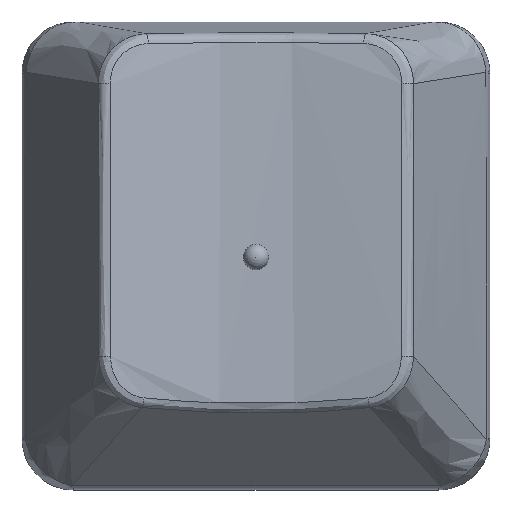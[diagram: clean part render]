
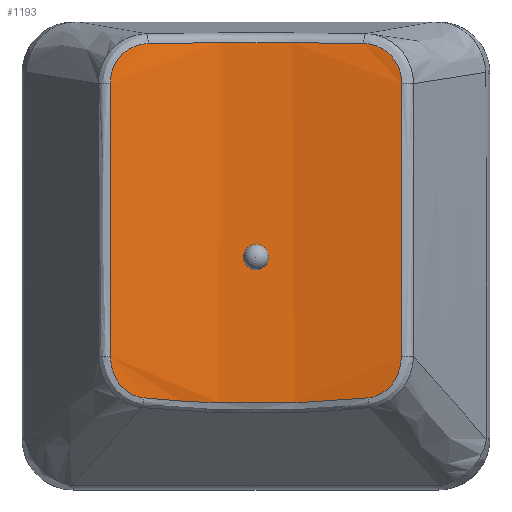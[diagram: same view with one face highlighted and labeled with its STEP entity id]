
A CAD part, top view. The second image highlights one B-rep face of the part: STEP entity #1193.
In plain terms, the highlighted free-form (B-spline) face has degree [1, 2] with [2, 3] control points.
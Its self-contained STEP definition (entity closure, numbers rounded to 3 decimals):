
#19=(
BOUNDED_SURFACE()
B_SPLINE_SURFACE(1,2,((#2395,#2396,#2397),(#2398,#2399,#2400)),
 .UNSPECIFIED.,.F.,.F.,.F.)
B_SPLINE_SURFACE_WITH_KNOTS((2,2),(3,3),(-0.528,0.124),
(-1.836,-1.306),.UNSPECIFIED.)
GEOMETRIC_REPRESENTATION_ITEM()
RATIONAL_B_SPLINE_SURFACE(((1.,0.965,1.),(1.,0.965,
1.)))
REPRESENTATION_ITEM('')
SURFACE()
);
#208=FACE_OUTER_BOUND('',#283,.T.);
#283=EDGE_LOOP('',(#890,#891,#892,#893,#894,#895,#896,#897));
#362=B_SPLINE_CURVE_WITH_KNOTS('',3,(#2158,#2159,#2160,#2161),
 .UNSPECIFIED.,.F.,.F.,(4,4),(-1.061,0.),.UNSPECIFIED.);
#363=B_SPLINE_CURVE_WITH_KNOTS('',3,(#2190,#2191,#2192,#2193,#2194),
 .UNSPECIFIED.,.F.,.F.,(4,1,4),(0.,0.104,0.244),
 .UNSPECIFIED.);
#364=B_SPLINE_CURVE_WITH_KNOTS('',3,(#2217,#2218,#2219,#2220),
 .UNSPECIFIED.,.F.,.F.,(4,4),(0.,0.856),.UNSPECIFIED.);
#365=B_SPLINE_CURVE_WITH_KNOTS('',3,(#2248,#2249,#2250,#2251,#2252),
 .UNSPECIFIED.,.F.,.F.,(4,1,4),(0.,0.104,0.244),
 .UNSPECIFIED.);
#366=B_SPLINE_CURVE_WITH_KNOTS('',3,(#2276,#2277,#2278,#2279),
 .UNSPECIFIED.,.F.,.F.,(4,4),(-1.061,0.),.UNSPECIFIED.);
#369=B_SPLINE_CURVE_WITH_KNOTS('',3,(#2323,#2324,#2325,#2326,#2327,#2328),
 .UNSPECIFIED.,.F.,.F.,(4,1,1,4),(0.,0.066,0.132,
0.23),.UNSPECIFIED.);
#371=B_SPLINE_CURVE_WITH_KNOTS('',3,(#2356,#2357,#2358,#2359),
 .UNSPECIFIED.,.F.,.F.,(4,4),(0.,0.892),.UNSPECIFIED.);
#373=B_SPLINE_CURVE_WITH_KNOTS('',3,(#2390,#2391,#2392,#2393,#2394),
 .UNSPECIFIED.,.F.,.F.,(4,1,4),(0.,0.132,
0.23),.UNSPECIFIED.);
#495=VERTEX_POINT('',#2155);
#496=VERTEX_POINT('',#2157);
#497=VERTEX_POINT('',#2188);
#498=VERTEX_POINT('',#2215);
#499=VERTEX_POINT('',#2246);
#501=VERTEX_POINT('',#2274);
#503=VERTEX_POINT('',#2321);
#505=VERTEX_POINT('',#2354);
#637=EDGE_CURVE('',#495,#496,#362,.T.);
#640=EDGE_CURVE('',#497,#495,#363,.T.);
#642=EDGE_CURVE('',#498,#497,#364,.T.);
#644=EDGE_CURVE('',#499,#498,#365,.T.);
#646=EDGE_CURVE('',#501,#499,#366,.T.);
#650=EDGE_CURVE('',#503,#501,#369,.T.);
#653=EDGE_CURVE('',#505,#503,#371,.T.);
#655=EDGE_CURVE('',#496,#505,#373,.T.);
#890=ORIENTED_EDGE('',*,*,#637,.F.);
#891=ORIENTED_EDGE('',*,*,#640,.F.);
#892=ORIENTED_EDGE('',*,*,#642,.F.);
#893=ORIENTED_EDGE('',*,*,#644,.F.);
#894=ORIENTED_EDGE('',*,*,#646,.F.);
#895=ORIENTED_EDGE('',*,*,#650,.F.);
#896=ORIENTED_EDGE('',*,*,#653,.F.);
#897=ORIENTED_EDGE('',*,*,#655,.F.);
#1193=ADVANCED_FACE('',(#208),#19,.T.);
#2155=CARTESIAN_POINT('',(5.655,6.689,6.121));
#2157=CARTESIAN_POINT('',(5.642,-3.91,6.673));
#2158=CARTESIAN_POINT('Ctrl Pts',(5.655,6.689,6.121));
#2159=CARTESIAN_POINT('Ctrl Pts',(5.65,3.156,6.305));
#2160=CARTESIAN_POINT('Ctrl Pts',(5.646,-0.377,6.489));
#2161=CARTESIAN_POINT('Ctrl Pts',(5.642,-3.91,6.673));
#2188=CARTESIAN_POINT('',(4.179,8.235,5.697));
#2190=CARTESIAN_POINT('Ctrl Pts',(4.179,8.235,5.697));
#2191=CARTESIAN_POINT('Ctrl Pts',(4.514,8.229,5.763));
#2192=CARTESIAN_POINT('Ctrl Pts',(5.293,7.953,5.953));
#2193=CARTESIAN_POINT('Ctrl Pts',(5.656,7.153,6.097));
#2194=CARTESIAN_POINT('Ctrl Pts',(5.655,6.689,6.121));
#2215=CARTESIAN_POINT('',(-4.179,8.235,5.697));
#2217=CARTESIAN_POINT('Ctrl Pts',(-4.179,8.235,5.697));
#2218=CARTESIAN_POINT('Ctrl Pts',(-1.428,8.284,5.156));
#2219=CARTESIAN_POINT('Ctrl Pts',(1.428,8.284,5.156));
#2220=CARTESIAN_POINT('Ctrl Pts',(4.179,8.235,5.697));
#2246=CARTESIAN_POINT('',(-5.655,6.689,6.121));
#2248=CARTESIAN_POINT('Ctrl Pts',(-5.655,6.689,6.121));
#2249=CARTESIAN_POINT('Ctrl Pts',(-5.656,7.037,6.103));
#2250=CARTESIAN_POINT('Ctrl Pts',(-5.392,7.85,5.986));
#2251=CARTESIAN_POINT('Ctrl Pts',(-4.626,8.227,5.785));
#2252=CARTESIAN_POINT('Ctrl Pts',(-4.179,8.235,5.697));
#2274=CARTESIAN_POINT('',(-5.642,-3.91,6.673));
#2276=CARTESIAN_POINT('Ctrl Pts',(-5.642,-3.91,6.673));
#2277=CARTESIAN_POINT('Ctrl Pts',(-5.646,-0.377,
6.489));
#2278=CARTESIAN_POINT('Ctrl Pts',(-5.65,3.156,6.305));
#2279=CARTESIAN_POINT('Ctrl Pts',(-5.655,6.689,6.121));
#2321=CARTESIAN_POINT('',(-4.344,-5.519,6.451));
#2323=CARTESIAN_POINT('Ctrl Pts',(-4.344,-5.519,6.451));
#2324=CARTESIAN_POINT('Ctrl Pts',(-4.555,-5.497,6.493));
#2325=CARTESIAN_POINT('Ctrl Pts',(-4.965,-5.353,6.576));
#2326=CARTESIAN_POINT('Ctrl Pts',(-5.498,-4.791,6.68));
#2327=CARTESIAN_POINT('Ctrl Pts',(-5.641,-4.239,6.69));
#2328=CARTESIAN_POINT('Ctrl Pts',(-5.642,-3.91,6.673));
#2354=CARTESIAN_POINT('',(4.344,-5.519,6.451));
#2356=CARTESIAN_POINT('Ctrl Pts',(4.344,-5.519,6.451));
#2357=CARTESIAN_POINT('Ctrl Pts',(1.495,-5.812,5.886));
#2358=CARTESIAN_POINT('Ctrl Pts',(-1.495,-5.812,5.886));
#2359=CARTESIAN_POINT('Ctrl Pts',(-4.344,-5.519,6.451));
#2390=CARTESIAN_POINT('Ctrl Pts',(5.642,-3.91,6.673));
#2391=CARTESIAN_POINT('Ctrl Pts',(5.641,-4.348,6.696));
#2392=CARTESIAN_POINT('Ctrl Pts',(5.366,-5.13,6.659));
#2393=CARTESIAN_POINT('Ctrl Pts',(4.66,-5.487,6.514));
#2394=CARTESIAN_POINT('Ctrl Pts',(4.344,-5.519,6.451));
#2395=CARTESIAN_POINT('Ctrl Pts',(5.655,-5.719,6.772));
#2396=CARTESIAN_POINT('Ctrl Pts',(0.,-5.799,
5.253));
#2397=CARTESIAN_POINT('Ctrl Pts',(-5.655,-5.719,6.772));
#2398=CARTESIAN_POINT('Ctrl Pts',(5.655,8.33,6.035));
#2399=CARTESIAN_POINT('Ctrl Pts',(0.,8.251,
4.516));
#2400=CARTESIAN_POINT('Ctrl Pts',(-5.655,8.33,6.035));
